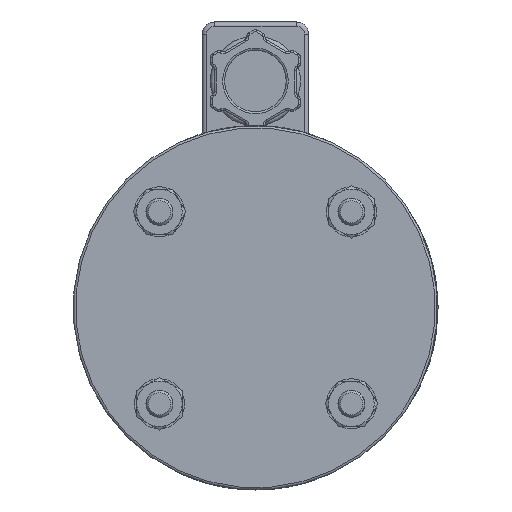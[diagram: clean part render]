
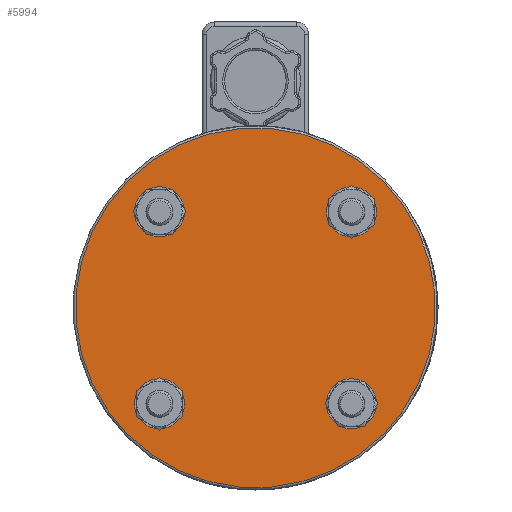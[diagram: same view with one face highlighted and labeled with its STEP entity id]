
A CAD part, front view. The second image highlights one B-rep face of the part: STEP entity #5994.
In plain terms, the highlighted planar face has unit normal (0, -1, 0).
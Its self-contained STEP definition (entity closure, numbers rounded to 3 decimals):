
#220=PLANE('',#6584);
#382=FACE_BOUND('',#1292,.T.);
#383=FACE_BOUND('',#1293,.T.);
#384=FACE_BOUND('',#1294,.T.);
#385=FACE_BOUND('',#1295,.T.);
#453=CIRCLE('',#6582,39.5);
#454=CIRCLE('',#6585,2.95);
#455=CIRCLE('',#6586,2.95);
#456=CIRCLE('',#6587,2.95);
#457=CIRCLE('',#6588,2.95);
#901=FACE_OUTER_BOUND('',#1291,.T.);
#1291=EDGE_LOOP('',(#4101));
#1292=EDGE_LOOP('',(#4102));
#1293=EDGE_LOOP('',(#4103));
#1294=EDGE_LOOP('',(#4104));
#1295=EDGE_LOOP('',(#4105));
#2628=VERTEX_POINT('',#9573);
#2629=VERTEX_POINT('',#9578);
#2630=VERTEX_POINT('',#9580);
#2631=VERTEX_POINT('',#9582);
#2632=VERTEX_POINT('',#9584);
#3182=EDGE_CURVE('',#2628,#2628,#453,.T.);
#3183=EDGE_CURVE('',#2629,#2629,#454,.T.);
#3184=EDGE_CURVE('',#2630,#2630,#455,.T.);
#3185=EDGE_CURVE('',#2631,#2631,#456,.T.);
#3186=EDGE_CURVE('',#2632,#2632,#457,.T.);
#4101=ORIENTED_EDGE('',*,*,#3182,.F.);
#4102=ORIENTED_EDGE('',*,*,#3183,.T.);
#4103=ORIENTED_EDGE('',*,*,#3184,.T.);
#4104=ORIENTED_EDGE('',*,*,#3185,.T.);
#4105=ORIENTED_EDGE('',*,*,#3186,.T.);
#5994=ADVANCED_FACE('',(#901,#382,#383,#384,#385),#220,.F.);
#6582=AXIS2_PLACEMENT_3D('',#9575,#7377,#7378);
#6584=AXIS2_PLACEMENT_3D('',#9577,#7381,#7382);
#6585=AXIS2_PLACEMENT_3D('',#9579,#7383,#7384);
#6586=AXIS2_PLACEMENT_3D('',#9581,#7385,#7386);
#6587=AXIS2_PLACEMENT_3D('',#9583,#7387,#7388);
#6588=AXIS2_PLACEMENT_3D('',#9585,#7389,#7390);
#7377=DIRECTION('center_axis',(0.,1.,0.));
#7378=DIRECTION('ref_axis',(1.,0.,0.));
#7381=DIRECTION('center_axis',(0.,1.,0.));
#7382=DIRECTION('ref_axis',(0.,0.,1.));
#7383=DIRECTION('center_axis',(0.,1.,0.));
#7384=DIRECTION('ref_axis',(1.,0.,0.));
#7385=DIRECTION('center_axis',(0.,1.,0.));
#7386=DIRECTION('ref_axis',(1.,0.,0.));
#7387=DIRECTION('center_axis',(0.,1.,0.));
#7388=DIRECTION('ref_axis',(1.,0.,0.));
#7389=DIRECTION('center_axis',(0.,1.,0.));
#7390=DIRECTION('ref_axis',(1.,0.,0.));
#9573=CARTESIAN_POINT('',(0.,0.,-39.5));
#9575=CARTESIAN_POINT('Origin',(0.,0.,0.));
#9577=CARTESIAN_POINT('Origin',(0.,0.,0.));
#9578=CARTESIAN_POINT('',(-32.75,0.,0.));
#9579=CARTESIAN_POINT('Origin',(-29.8,0.,0.));
#9580=CARTESIAN_POINT('',(-2.95,0.,-29.8));
#9581=CARTESIAN_POINT('Origin',(0.,0.,-29.8));
#9582=CARTESIAN_POINT('',(-2.95,0.,29.8));
#9583=CARTESIAN_POINT('Origin',(0.,0.,29.8));
#9584=CARTESIAN_POINT('',(26.85,0.,0.));
#9585=CARTESIAN_POINT('Origin',(29.8,0.,0.));
